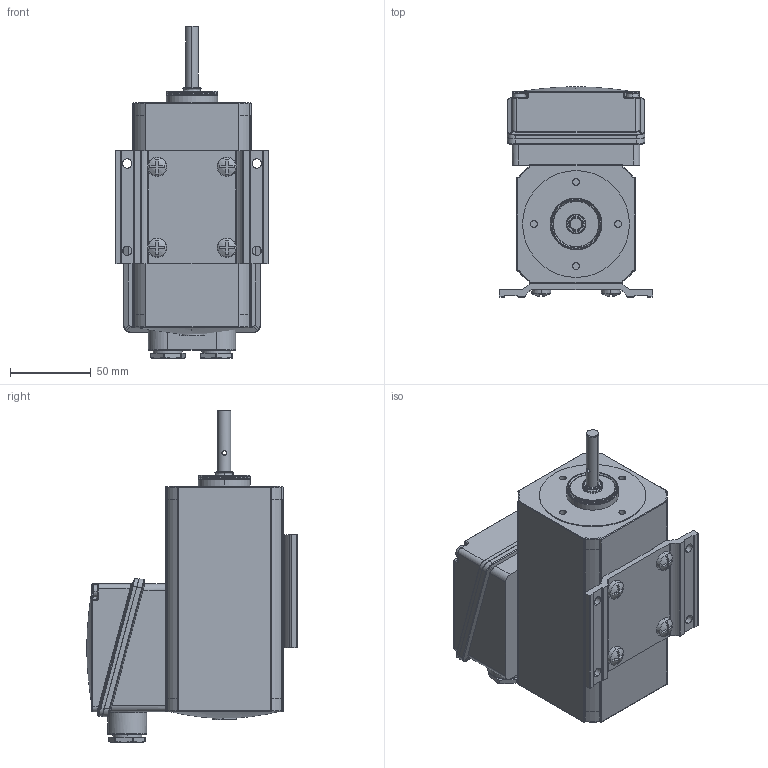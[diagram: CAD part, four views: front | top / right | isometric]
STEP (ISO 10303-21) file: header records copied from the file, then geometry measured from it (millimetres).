
FILE_DESCRIPTION (( 'STEP AP214' ), '1' );
FILE_NAME ('Motor IGKU65-60;f.VE31;10mm länger;Fuß.STEP', '2021-02-24T06:42:58', ( '' ), ( '' ), 'SwSTEP 2.0', 'SolidWorks 2020', '' );
FILE_SCHEMA (( 'AUTOMOTIVE_DESIGN' ));
Length unit declared in the file: millimetre
Products named in the file (1): Motor IGKU65-60;f.VE31;10mm länger;Fuß
Bounding box: 95 x 129.93 x 205.18 mm (x, y, z)
Volume: 1072920.8 mm3; surface area: 91249.7 mm2
Topology: 1 solids, 2 shells, 789 faces, 2002 edges, 1205 vertices
Faces by surface type: plane 283, cylinder 264, bspline 166, cone 76
Entity records: 35988 total; most frequent: CARTESIAN_POINT 12462, ORIENTED_EDGE 3904, DIRECTION 3429, EDGE_CURVE 1952, AXIS2_PLACEMENT_3D 1263, VERTEX_POINT 1205, LINE 903, VECTOR 903
